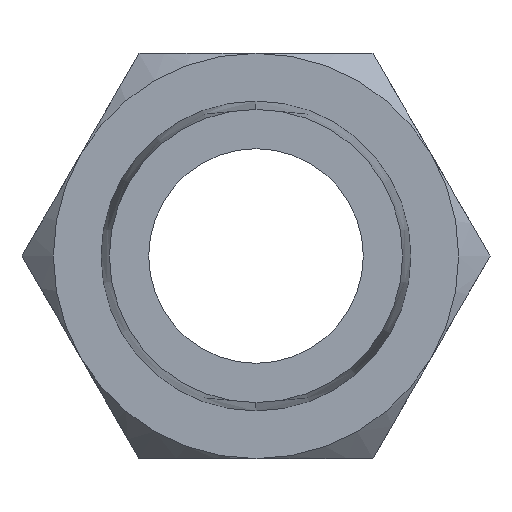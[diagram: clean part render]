
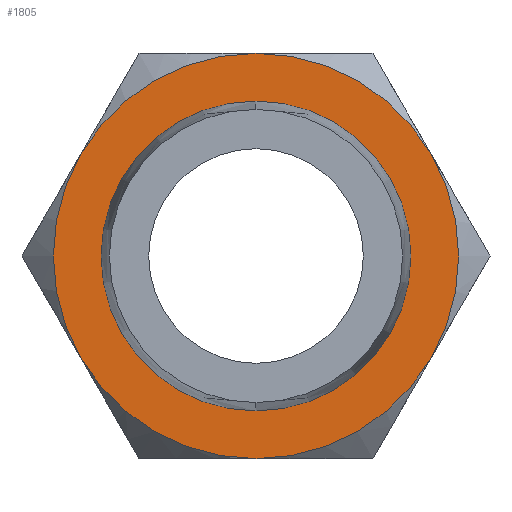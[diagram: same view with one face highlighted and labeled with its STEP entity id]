
A CAD part, left-side view. The second image highlights one B-rep face of the part: STEP entity #1805.
In plain terms, the highlighted planar face has unit normal (-1, 0, 0).
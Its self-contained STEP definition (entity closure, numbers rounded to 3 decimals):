
#32 = VERTEX_POINT ( 'NONE', #1113 ) ;
#142 = AXIS2_PLACEMENT_3D ( 'NONE', #2582, #351, #3692 ) ;
#223 = AXIS2_PLACEMENT_3D ( 'NONE', #2705, #1531, #4598 ) ;
#228 = CIRCLE ( 'NONE', #3593, 8.5 ) ;
#288 = DIRECTION ( 'NONE',  ( 0., 0., -1. ) ) ;
#351 = DIRECTION ( 'NONE',  ( -1., 0., 0. ) ) ;
#375 = CIRCLE ( 'NONE', #4474, 6.5 ) ;
#409 = ORIENTED_EDGE ( 'NONE', *, *, #1587, .F. ) ;
#413 = VERTEX_POINT ( 'NONE', #3063 ) ;
#421 = ORIENTED_EDGE ( 'NONE', *, *, #1942, .F. ) ;
#449 = EDGE_CURVE ( 'NONE', #2871, #1071, #2947, .T. ) ;
#464 = CIRCLE ( 'NONE', #4476, 8.5 ) ;
#604 = ORIENTED_EDGE ( 'NONE', *, *, #3942, .F. ) ;
#629 = DIRECTION ( 'NONE',  ( 0., 0., -1. ) ) ;
#877 = CARTESIAN_POINT ( 'NONE',  ( 16., -7.361, 4.25 ) ) ;
#924 = CARTESIAN_POINT ( 'NONE',  ( 16., 0., 0. ) ) ;
#1071 = VERTEX_POINT ( 'NONE', #3370 ) ;
#1113 = CARTESIAN_POINT ( 'NONE',  ( 16., 7.361, -4.25 ) ) ;
#1223 = VERTEX_POINT ( 'NONE', #2997 ) ;
#1307 = CARTESIAN_POINT ( 'NONE',  ( 16., 0., 0. ) ) ;
#1328 = ORIENTED_EDGE ( 'NONE', *, *, #449, .F. ) ;
#1340 = DIRECTION ( 'NONE',  ( 0., 0., 1. ) ) ;
#1404 = ORIENTED_EDGE ( 'NONE', *, *, #4305, .F. ) ;
#1443 = CARTESIAN_POINT ( 'NONE',  ( 16., 0., 0. ) ) ;
#1531 = DIRECTION ( 'NONE',  ( 1., 0., 0. ) ) ;
#1587 = EDGE_CURVE ( 'NONE', #1071, #32, #1661, .T. ) ;
#1661 = CIRCLE ( 'NONE', #2538, 8.5 ) ;
#1805 = ADVANCED_FACE ( 'NONE', ( #1809, #2831 ), #2533, .F. ) ;
#1809 = FACE_BOUND ( 'NONE', #4446, .T. ) ;
#1834 = AXIS2_PLACEMENT_3D ( 'NONE', #924, #2435, #3215 ) ;
#1890 = DIRECTION ( 'NONE',  ( 1., 0., 0. ) ) ;
#1942 = EDGE_CURVE ( 'NONE', #4047, #413, #375, .T. ) ;
#2179 = DIRECTION ( 'NONE',  ( 1., 0., 0. ) ) ;
#2218 = ORIENTED_EDGE ( 'NONE', *, *, #4390, .F. ) ;
#2292 = CARTESIAN_POINT ( 'NONE',  ( 16., -7.361, -4.25 ) ) ;
#2381 = CARTESIAN_POINT ( 'NONE',  ( 16., 0., 8.5 ) ) ;
#2382 = EDGE_CURVE ( 'NONE', #3203, #1223, #464, .T. ) ;
#2435 = DIRECTION ( 'NONE',  ( 1., 0., 0. ) ) ;
#2466 = CIRCLE ( 'NONE', #1834, 8.5 ) ;
#2471 = ORIENTED_EDGE ( 'NONE', *, *, #3978, .F. ) ;
#2523 = VERTEX_POINT ( 'NONE', #877 ) ;
#2533 = PLANE ( 'NONE',  #3262 ) ;
#2538 = AXIS2_PLACEMENT_3D ( 'NONE', #4177, #1890, #3446 ) ;
#2582 = CARTESIAN_POINT ( 'NONE',  ( 16., 0., 0. ) ) ;
#2606 = CARTESIAN_POINT ( 'NONE',  ( 16., 0., 6.5 ) ) ;
#2705 = CARTESIAN_POINT ( 'NONE',  ( 16., 0., 0. ) ) ;
#2831 = FACE_OUTER_BOUND ( 'NONE', #4521, .T. ) ;
#2871 = VERTEX_POINT ( 'NONE', #2292 ) ;
#2947 = CIRCLE ( 'NONE', #223, 8.5 ) ;
#2997 = CARTESIAN_POINT ( 'NONE',  ( 16., 7.361, 4.25 ) ) ;
#3010 = CARTESIAN_POINT ( 'NONE',  ( 16., 0., 0. ) ) ;
#3063 = CARTESIAN_POINT ( 'NONE',  ( 16., 0., -6.5 ) ) ;
#3068 = DIRECTION ( 'NONE',  ( 0., 0., 1. ) ) ;
#3203 = VERTEX_POINT ( 'NONE', #2381 ) ;
#3208 = ORIENTED_EDGE ( 'NONE', *, *, #2382, .T. ) ;
#3215 = DIRECTION ( 'NONE',  ( 0., 0., -1. ) ) ;
#3262 = AXIS2_PLACEMENT_3D ( 'NONE', #1307, #4061, #629 ) ;
#3369 = DIRECTION ( 'NONE',  ( -1., 0., 0. ) ) ;
#3370 = CARTESIAN_POINT ( 'NONE',  ( 16., 0., -8.5 ) ) ;
#3446 = DIRECTION ( 'NONE',  ( 0., 0., -1. ) ) ;
#3593 = AXIS2_PLACEMENT_3D ( 'NONE', #4465, #2179, #288 ) ;
#3692 = DIRECTION ( 'NONE',  ( 0., 0., 1. ) ) ;
#3933 = CARTESIAN_POINT ( 'NONE',  ( 16., 0., 0. ) ) ;
#3942 = EDGE_CURVE ( 'NONE', #2523, #2871, #2466, .T. ) ;
#3978 = EDGE_CURVE ( 'NONE', #413, #4047, #4648, .T. ) ;
#4047 = VERTEX_POINT ( 'NONE', #2606 ) ;
#4061 = DIRECTION ( 'NONE',  ( 1., 0., 0. ) ) ;
#4177 = CARTESIAN_POINT ( 'NONE',  ( 16., 0., 0. ) ) ;
#4305 = EDGE_CURVE ( 'NONE', #32, #1223, #4329, .T. ) ;
#4329 = CIRCLE ( 'NONE', #4808, 8.5 ) ;
#4390 = EDGE_CURVE ( 'NONE', #3203, #2523, #228, .T. ) ;
#4446 = EDGE_LOOP ( 'NONE', ( #421, #2471 ) ) ;
#4465 = CARTESIAN_POINT ( 'NONE',  ( 16., 0., 0. ) ) ;
#4474 = AXIS2_PLACEMENT_3D ( 'NONE', #3010, #4550, #3068 ) ;
#4476 = AXIS2_PLACEMENT_3D ( 'NONE', #1443, #3369, #1340 ) ;
#4494 = DIRECTION ( 'NONE',  ( 1., 0., 0. ) ) ;
#4521 = EDGE_LOOP ( 'NONE', ( #409, #1328, #604, #2218, #3208, #1404 ) ) ;
#4550 = DIRECTION ( 'NONE',  ( -1., 0., 0. ) ) ;
#4598 = DIRECTION ( 'NONE',  ( 0., 0., -1. ) ) ;
#4648 = CIRCLE ( 'NONE', #142, 6.5 ) ;
#4808 = AXIS2_PLACEMENT_3D ( 'NONE', #3933, #4494, #4848 ) ;
#4848 = DIRECTION ( 'NONE',  ( 0., 0., -1. ) ) ;
